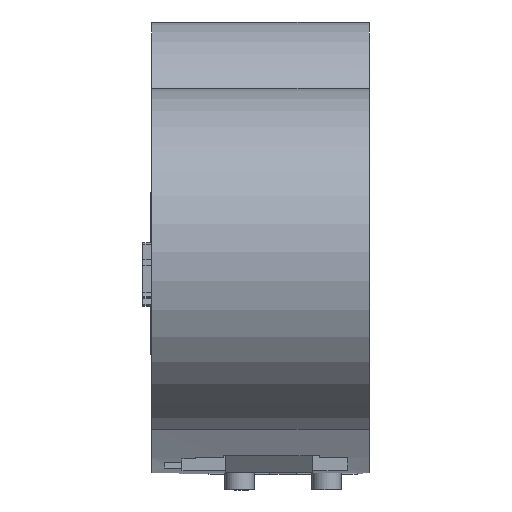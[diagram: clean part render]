
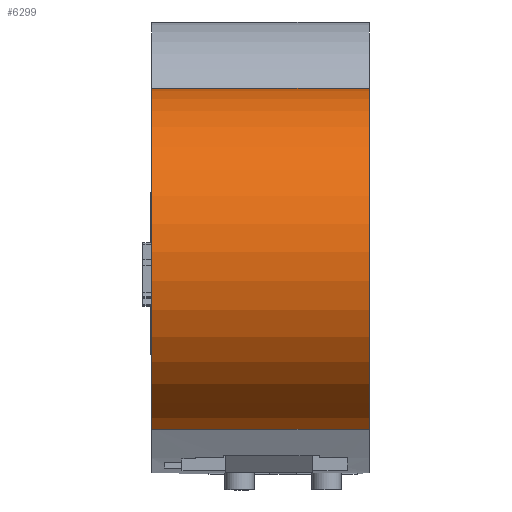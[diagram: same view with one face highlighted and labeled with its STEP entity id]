
A CAD part, front view. The second image highlights one B-rep face of the part: STEP entity #6299.
In plain terms, the highlighted cylindrical face has radius 20 mm (diameter 40 mm), a partial arc.
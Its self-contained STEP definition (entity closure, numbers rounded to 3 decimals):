
#65=CIRCLE('',#6582,20.);
#86=CIRCLE('',#6663,20.);
#101=CYLINDRICAL_SURFACE('',#6662,20.);
#568=FACE_OUTER_BOUND('',#901,.T.);
#901=EDGE_LOOP('',(#5627,#5628,#5629,#5630));
#1640=LINE('',#10571,#2396);
#1653=LINE('',#10609,#2409);
#2396=VECTOR('',#8022,10.);
#2409=VECTOR('',#8067,10.);
#2968=VERTEX_POINT('',#10389);
#2969=VERTEX_POINT('',#10391);
#3010=VERTEX_POINT('',#10569);
#3019=VERTEX_POINT('',#10607);
#3802=EDGE_CURVE('',#2969,#2968,#65,.T.);
#3890=EDGE_CURVE('',#2968,#3010,#1640,.T.);
#3908=EDGE_CURVE('',#3019,#3010,#86,.T.);
#3909=EDGE_CURVE('',#2969,#3019,#1653,.T.);
#5627=ORIENTED_EDGE('',*,*,#3802,.T.);
#5628=ORIENTED_EDGE('',*,*,#3890,.T.);
#5629=ORIENTED_EDGE('',*,*,#3908,.F.);
#5630=ORIENTED_EDGE('',*,*,#3909,.F.);
#6299=ADVANCED_FACE('',(#568),#101,.T.);
#6582=AXIS2_PLACEMENT_3D('',#10392,#7818,#7819);
#6662=AXIS2_PLACEMENT_3D('',#10606,#8063,#8064);
#6663=AXIS2_PLACEMENT_3D('',#10608,#8065,#8066);
#7818=DIRECTION('center_axis',(1.,0.,0.));
#7819=DIRECTION('ref_axis',(0.,0.609,0.793));
#8022=DIRECTION('',(1.,0.,0.));
#8063=DIRECTION('center_axis',(1.,0.,0.));
#8064=DIRECTION('ref_axis',(0.,-0.889,0.457));
#8065=DIRECTION('center_axis',(1.,0.,0.));
#8066=DIRECTION('ref_axis',(0.,0.609,0.793));
#8067=DIRECTION('',(1.,0.,0.));
#10389=CARTESIAN_POINT('',(0.,-120.,0.));
#10391=CARTESIAN_POINT('',(0.,-102.,35.));
#10392=CARTESIAN_POINT('Origin',(0.,-114.175,19.133));
#10569=CARTESIAN_POINT('',(25.,-120.,0.));
#10571=CARTESIAN_POINT('',(0.,-120.,0.));
#10606=CARTESIAN_POINT('Origin',(0.,-114.175,19.133));
#10607=CARTESIAN_POINT('',(25.,-102.,35.));
#10608=CARTESIAN_POINT('Origin',(25.,-114.175,19.133));
#10609=CARTESIAN_POINT('',(0.,-102.,35.));
